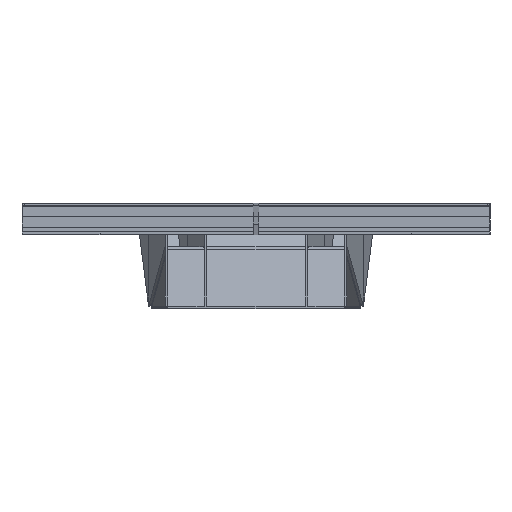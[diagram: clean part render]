
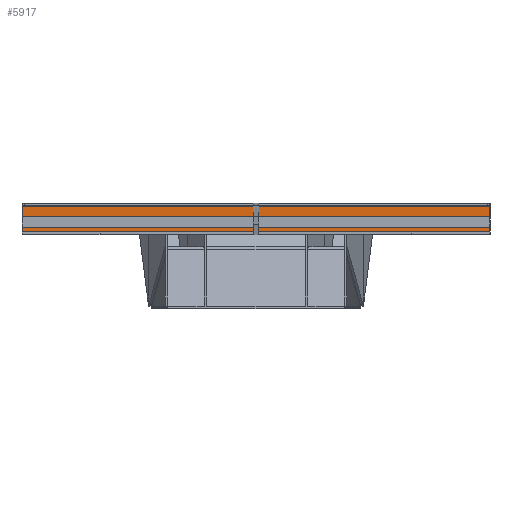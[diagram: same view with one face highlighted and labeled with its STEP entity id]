
A CAD part, left-side view. The second image highlights one B-rep face of the part: STEP entity #5917.
In plain terms, the highlighted planar face has unit normal (-1, 0, 0).
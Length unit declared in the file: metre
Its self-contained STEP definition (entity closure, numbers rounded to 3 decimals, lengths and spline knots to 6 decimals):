
#254=FACE_OUTER_BOUND('',#585,.T.);
#585=EDGE_LOOP('',(#4477,#4478,#4479,#4480,#4481,#4482,#4483,#4484));
#1089=LINE('',#9117,#1888);
#1092=LINE('',#9143,#1891);
#1096=LINE('',#9158,#1895);
#1098=LINE('',#9170,#1897);
#1099=LINE('',#9186,#1898);
#1104=LINE('',#9232,#1903);
#1105=LINE('',#9234,#1904);
#1106=LINE('',#9235,#1905);
#1888=VECTOR('',#7003,0.01);
#1891=VECTOR('',#7006,0.01);
#1895=VECTOR('',#7012,0.01);
#1897=VECTOR('',#7016,0.01);
#1898=VECTOR('',#7017,0.01);
#1903=VECTOR('',#7024,0.01);
#1904=VECTOR('',#7027,0.01);
#1905=VECTOR('',#7028,0.01);
#2602=VERTEX_POINT('',#9115);
#2603=VERTEX_POINT('',#9116);
#2606=VERTEX_POINT('',#9142);
#2609=VERTEX_POINT('',#9156);
#2610=VERTEX_POINT('',#9160);
#2612=VERTEX_POINT('',#9185);
#2616=VERTEX_POINT('',#9216);
#2617=VERTEX_POINT('',#9224);
#3265=EDGE_CURVE('',#2602,#2603,#1089,.T.);
#3269=EDGE_CURVE('',#2602,#2606,#1092,.T.);
#3274=EDGE_CURVE('',#2609,#2603,#1096,.T.);
#3277=EDGE_CURVE('',#2606,#2610,#1098,.T.);
#3278=EDGE_CURVE('',#2612,#2610,#1099,.T.);
#3286=EDGE_CURVE('',#2616,#2617,#1104,.T.);
#3287=EDGE_CURVE('',#2616,#2609,#1105,.T.);
#3288=EDGE_CURVE('',#2612,#2617,#1106,.T.);
#4477=ORIENTED_EDGE('',*,*,#3287,.F.);
#4478=ORIENTED_EDGE('',*,*,#3286,.T.);
#4479=ORIENTED_EDGE('',*,*,#3288,.F.);
#4480=ORIENTED_EDGE('',*,*,#3278,.T.);
#4481=ORIENTED_EDGE('',*,*,#3277,.F.);
#4482=ORIENTED_EDGE('',*,*,#3269,.F.);
#4483=ORIENTED_EDGE('',*,*,#3265,.T.);
#4484=ORIENTED_EDGE('',*,*,#3274,.F.);
#5593=PLANE('',#6270);
#5917=ADVANCED_FACE('',(#254),#5593,.T.);
#6270=AXIS2_PLACEMENT_3D('',#9233,#7025,#7026);
#7003=DIRECTION('',(0.,0.,1.));
#7006=DIRECTION('',(0.,1.,0.));
#7012=DIRECTION('',(0.,1.,0.));
#7016=DIRECTION('',(0.,0.,1.));
#7017=DIRECTION('',(0.,1.,0.));
#7024=DIRECTION('',(0.,-1.,0.));
#7025=DIRECTION('center_axis',(-1.,0.,0.));
#7026=DIRECTION('ref_axis',(0.,0.,-1.));
#7027=DIRECTION('',(0.,0.,1.));
#7028=DIRECTION('',(0.,0.,-1.));
#9115=CARTESIAN_POINT('',(0.99,0.01,0.440222));
#9116=CARTESIAN_POINT('',(0.99,0.01,0.49));
#9117=CARTESIAN_POINT('',(0.99,0.01,0.452611));
#9142=CARTESIAN_POINT('',(0.99,0.9,0.440222));
#9143=CARTESIAN_POINT('',(0.99,-0.01,0.440222));
#9156=CARTESIAN_POINT('',(0.99,-0.01,0.49));
#9158=CARTESIAN_POINT('',(0.99,-0.01,0.49));
#9160=CARTESIAN_POINT('',(0.99,0.9,0.539722));
#9170=CARTESIAN_POINT('',(0.99,0.9,0.43));
#9185=CARTESIAN_POINT('',(0.99,-0.9,0.539722));
#9186=CARTESIAN_POINT('',(0.99,-0.01,0.539722));
#9216=CARTESIAN_POINT('',(0.99,-0.01,0.440222));
#9224=CARTESIAN_POINT('',(0.99,-0.9,0.440222));
#9232=CARTESIAN_POINT('',(0.99,-0.01,0.440222));
#9233=CARTESIAN_POINT('Origin',(0.99,-0.01,0.539722));
#9234=CARTESIAN_POINT('',(0.99,-0.01,0.43));
#9235=CARTESIAN_POINT('',(0.99,-0.9,0.43));
